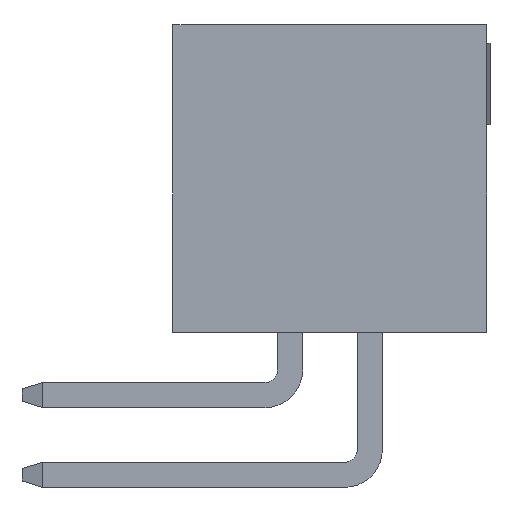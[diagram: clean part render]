
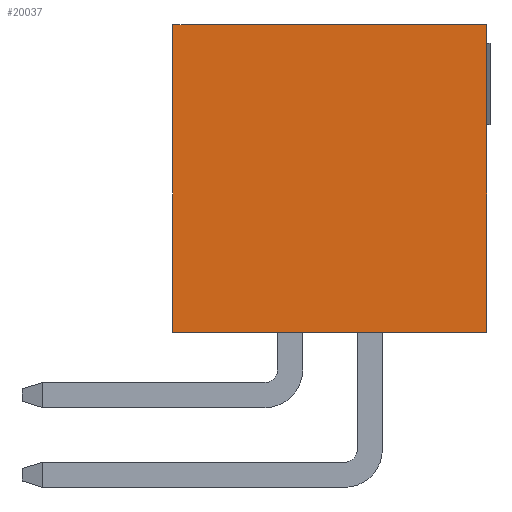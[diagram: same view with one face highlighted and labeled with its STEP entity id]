
A CAD part, left-side view. The second image highlights one B-rep face of the part: STEP entity #20037.
In plain terms, the highlighted planar face has unit normal (-1, 0, 0).
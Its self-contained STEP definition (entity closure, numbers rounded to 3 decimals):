
#3035=ORIENTED_EDGE('',*,*,#5849,.F.);
#3036=ORIENTED_EDGE('',*,*,#5812,.F.);
#3037=ORIENTED_EDGE('',*,*,#4640,.T.);
#3038=ORIENTED_EDGE('',*,*,#6208,.T.);
#4640=EDGE_CURVE('',#6817,#6816,#8220,.T.);
#5812=EDGE_CURVE('',#6817,#7638,#9392,.T.);
#5849=EDGE_CURVE('',#7638,#7645,#9429,.T.);
#6208=EDGE_CURVE('',#6816,#7645,#9788,.T.);
#6816=VERTEX_POINT('',#24906);
#6817=VERTEX_POINT('',#24908);
#7638=VERTEX_POINT('',#27221);
#7645=VERTEX_POINT('',#27266);
#8220=LINE('',#24907,#10388);
#9392=LINE('',#27220,#11560);
#9429=LINE('',#27265,#11597);
#9788=LINE('',#27981,#11956);
#10388=VECTOR('',#21154,1000.);
#11560=VECTOR('',#22966,1000.);
#11597=VECTOR('',#23005,1000.);
#11956=VECTOR('',#23554,1000.);
#13026=EDGE_LOOP('',(#3035,#3036,#3037,#3038));
#13806=FACE_BOUND('',#13026,.T.);
#14525=PLANE('',#20771);
#20037=ADVANCED_FACE('',(#13806),#14525,.T.);
#20771=AXIS2_PLACEMENT_3D('',#27982,#23555,#23556);
#21154=DIRECTION('',(0.,0.,1.));
#22966=DIRECTION('',(0.,1.,0.));
#23005=DIRECTION('',(0.,0.,1.));
#23554=DIRECTION('',(0.,1.,0.));
#23555=DIRECTION('',(-1.,0.,0.));
#23556=DIRECTION('',(0.,0.,1.));
#24906=CARTESIAN_POINT('',(-22.225,-2.5,2.45));
#24907=CARTESIAN_POINT('',(-22.225,-2.5,-2.45));
#24908=CARTESIAN_POINT('',(-22.225,-2.5,-2.45));
#27220=CARTESIAN_POINT('',(-22.225,-2.5,-2.45));
#27221=CARTESIAN_POINT('',(-22.225,2.5,-2.45));
#27265=CARTESIAN_POINT('',(-22.225,2.5,-2.45));
#27266=CARTESIAN_POINT('',(-22.225,2.5,2.45));
#27981=CARTESIAN_POINT('',(-22.225,-2.5,2.45));
#27982=CARTESIAN_POINT('',(-22.225,-2.5,-2.45));
